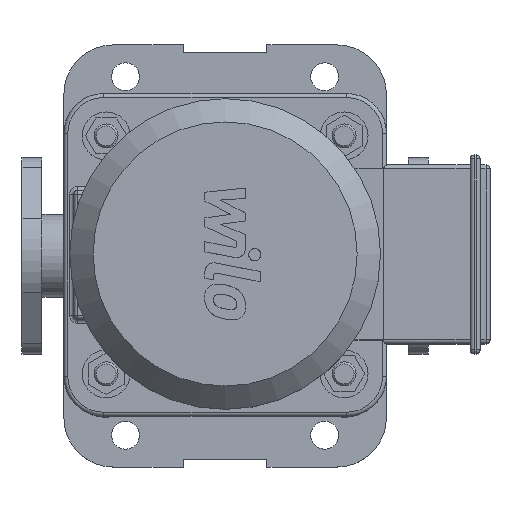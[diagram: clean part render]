
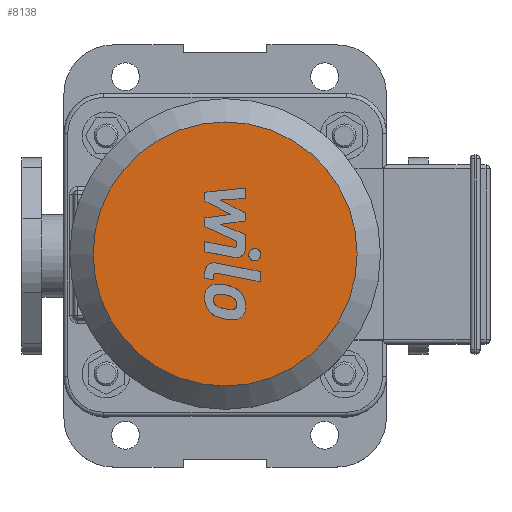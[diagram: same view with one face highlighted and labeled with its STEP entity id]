
A CAD part, top view. The second image highlights one B-rep face of the part: STEP entity #8138.
In plain terms, the highlighted planar face has unit normal (0, 0, 1).
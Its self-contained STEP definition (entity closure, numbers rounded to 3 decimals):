
#1603=PLANE('',#8870);
#2287=FACE_OUTER_BOUND('',#2836,.T.);
#2836=EDGE_LOOP('',(#7157));
#3383=CIRCLE('',#8867,66.3);
#4093=VERTEX_POINT('',#14464);
#5144=EDGE_CURVE('',#4093,#4093,#3383,.T.);
#7157=ORIENTED_EDGE('',*,*,#5144,.F.);
#8138=ADVANCED_FACE('',(#2287),#1603,.F.);
#8867=AXIS2_PLACEMENT_3D('',#14465,#10780,#10781);
#8870=AXIS2_PLACEMENT_3D('',#14469,#10786,#10787);
#10780=DIRECTION('center_axis',(0.,0.,-1.));
#10781=DIRECTION('ref_axis',(-1.,0.,0.));
#10786=DIRECTION('center_axis',(0.,0.,-1.));
#10787=DIRECTION('ref_axis',(-1.,0.,0.));
#14464=CARTESIAN_POINT('',(66.3,0.,592.));
#14465=CARTESIAN_POINT('Origin',(0.,0.,592.));
#14469=CARTESIAN_POINT('Origin',(0.,0.,592.));
